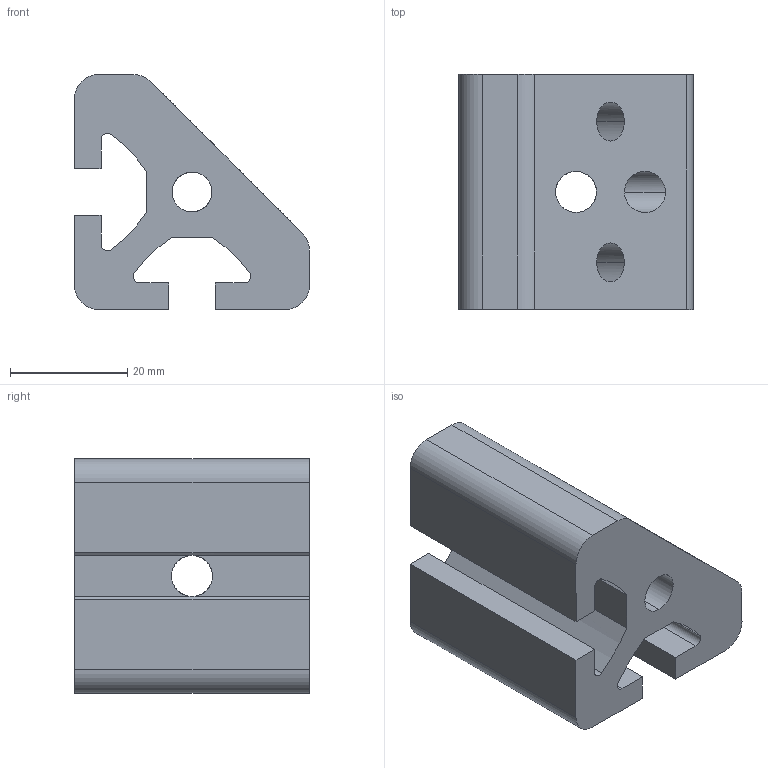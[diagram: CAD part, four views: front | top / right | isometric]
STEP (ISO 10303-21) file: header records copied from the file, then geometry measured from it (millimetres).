
FILE_DESCRIPTION (( 'STEP AP214' ), '1' );
FILE_NAME ('-72684501', '2019-02-04T10:20:53', ( '' ), ('JUGARD+KÜNSTNER GmbH'), 'SwSTEP 2.0', 'SolidWorks 2017', '' );
FILE_SCHEMA (( 'AUTOMOTIVE_DESIGN' ));
Length unit declared in the file: millimetre
Products named in the file (1): -72684501_CNAJF00
Bounding box: 40 x 40 x 40 mm (x, y, z)
Volume: 32155.2 mm3; surface area: 11801.2 mm2
Topology: 1 solids, 1 shells, 59 faces, 191 edges, 126 vertices
Faces by surface type: cylinder 34, plane 25
Entity records: 2611 total; most frequent: CARTESIAN_POINT 933, ORIENTED_EDGE 382, DIRECTION 311, EDGE_CURVE 191, VERTEX_POINT 126, AXIS2_PLACEMENT_3D 108, LINE 95, VECTOR 95
